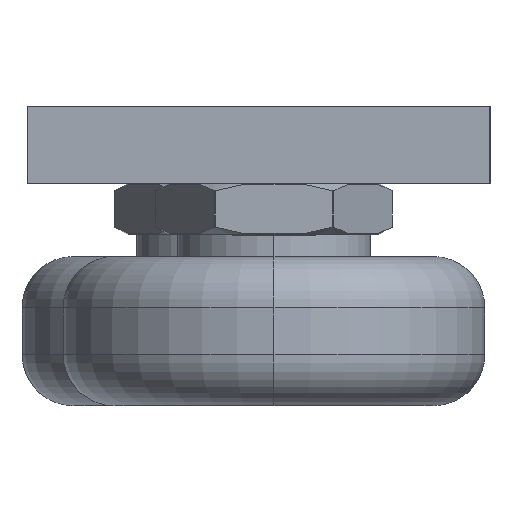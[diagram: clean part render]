
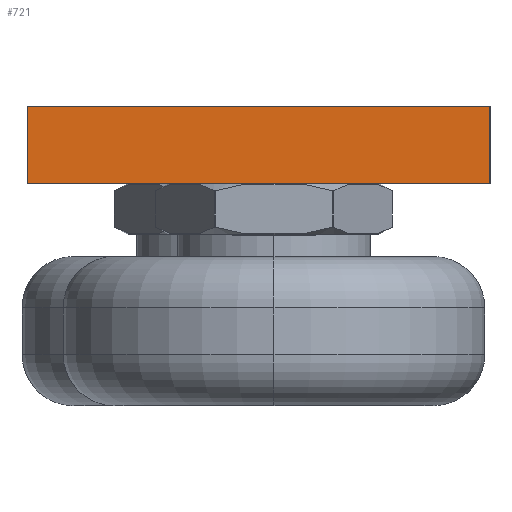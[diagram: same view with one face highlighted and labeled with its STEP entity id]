
A CAD part, left-side view. The second image highlights one B-rep face of the part: STEP entity #721.
In plain terms, the highlighted planar face has unit normal (-1, 0, 0).
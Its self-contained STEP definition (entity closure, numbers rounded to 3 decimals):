
#721 = ADVANCED_FACE ( 'NONE', ( #14702 ), #5082, .T. ) ;
#821 = VECTOR ( 'NONE', #5911, 1000. ) ;
#1545 = DIRECTION ( 'NONE',  ( 0., 0., 1. ) ) ;
#1826 = EDGE_LOOP ( 'NONE', ( #26057, #4227, #24559, #5549 ) ) ;
#2835 = DIRECTION ( 'NONE',  ( 0., -1., 0. ) ) ;
#4227 = ORIENTED_EDGE ( 'NONE', *, *, #34581, .F. ) ;
#5026 = CARTESIAN_POINT ( 'NONE',  ( -70., -9., -3. ) ) ;
#5082 = PLANE ( 'NONE',  #9199 ) ;
#5549 = ORIENTED_EDGE ( 'NONE', *, *, #29646, .T. ) ;
#5911 = DIRECTION ( 'NONE',  ( 0., 0., 1. ) ) ;
#8783 = CARTESIAN_POINT ( 'NONE',  ( -70., 9., -3. ) ) ;
#9199 = AXIS2_PLACEMENT_3D ( 'NONE', #18400, #40085, #21454 ) ;
#9335 = VERTEX_POINT ( 'NONE', #21773 ) ;
#14702 = FACE_OUTER_BOUND ( 'NONE', #1826, .T. ) ;
#15143 = CARTESIAN_POINT ( 'NONE',  ( -70., -9., -3. ) ) ;
#15267 = CARTESIAN_POINT ( 'NONE',  ( -70., 9., -3. ) ) ;
#18400 = CARTESIAN_POINT ( 'NONE',  ( -70., -9., -3. ) ) ;
#18406 = CARTESIAN_POINT ( 'NONE',  ( -70., -9., 0. ) ) ;
#18634 = VERTEX_POINT ( 'NONE', #15267 ) ;
#19589 = LINE ( 'NONE', #38191, #30061 ) ;
#20137 = VECTOR ( 'NONE', #2835, 1000. ) ;
#21281 = LINE ( 'NONE', #15143, #37709 ) ;
#21454 = DIRECTION ( 'NONE',  ( 0., 0., 1. ) ) ;
#21773 = CARTESIAN_POINT ( 'NONE',  ( -70., -9., 0. ) ) ;
#22253 = VERTEX_POINT ( 'NONE', #5026 ) ;
#24559 = ORIENTED_EDGE ( 'NONE', *, *, #27447, .T. ) ;
#26057 = ORIENTED_EDGE ( 'NONE', *, *, #28480, .F. ) ;
#27035 = DIRECTION ( 'NONE',  ( 0., -1., 0. ) ) ;
#27447 = EDGE_CURVE ( 'NONE', #18634, #22253, #21281, .T. ) ;
#28480 = EDGE_CURVE ( 'NONE', #39750, #9335, #37828, .T. ) ;
#29646 = EDGE_CURVE ( 'NONE', #22253, #9335, #19589, .T. ) ;
#30061 = VECTOR ( 'NONE', #1545, 1000. ) ;
#34581 = EDGE_CURVE ( 'NONE', #18634, #39750, #36810, .T. ) ;
#36810 = LINE ( 'NONE', #8783, #821 ) ;
#37709 = VECTOR ( 'NONE', #27035, 1000. ) ;
#37828 = LINE ( 'NONE', #18406, #20137 ) ;
#38191 = CARTESIAN_POINT ( 'NONE',  ( -70., -9., -3. ) ) ;
#39750 = VERTEX_POINT ( 'NONE', #39832 ) ;
#39832 = CARTESIAN_POINT ( 'NONE',  ( -70., 9., 0. ) ) ;
#40085 = DIRECTION ( 'NONE',  ( -1., 0., 0. ) ) ;
